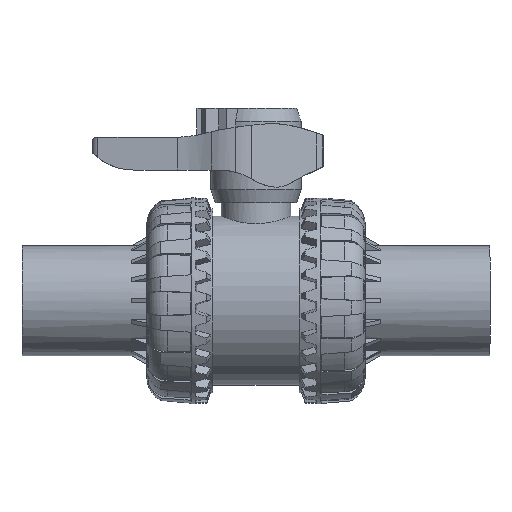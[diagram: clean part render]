
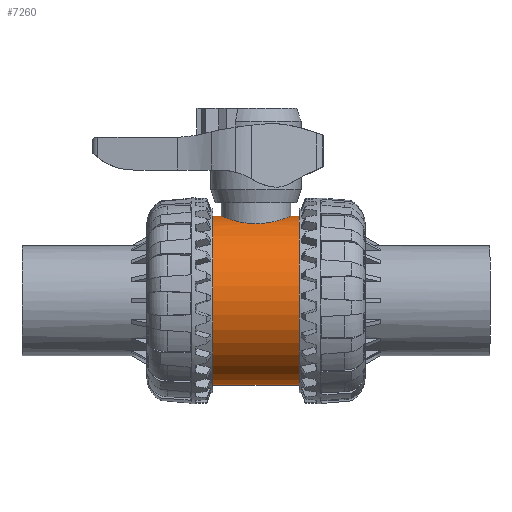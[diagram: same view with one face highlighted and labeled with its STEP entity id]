
A CAD part, front view. The second image highlights one B-rep face of the part: STEP entity #7260.
In plain terms, the highlighted cylindrical face has radius 48.5 mm (diameter 97 mm), a full revolution.
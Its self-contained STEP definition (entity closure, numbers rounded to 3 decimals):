
#1524=B_SPLINE_CURVE_WITH_KNOTS($,3,(#10815,#10816,#10817,#10818,#10819,
#10820,#10821,#10822,#10823,#10824,#10825,#10826,#10827,#10828,#10829,#10830,
#10831,#10832,#10833,#10834,#10835,#10836,#10837,#10838,#10839,#10840,#10841,
#10842,#10843,#10844,#10845,#10846,#10847,#10848,#10849,#10850,#10851,#10852,
#10853,#10854,#10855,#10856,#10857,#10858,#10859,#10860,#10861,#10862,#10863,
#10864,#10865,#10866,#10867,#10868,#10869,#10870,#10871,#10872,#10873,#10874,
#10875,#10876,#10877,#10878,#10879,#10880),.UNSPECIFIED.,.T.,.F.,(4,2,2,
2,2,2,2,2,2,2,2,2,2,2,2,2,2,2,2,2,2,2,2,2,2,2,2,2,2,2,2,2,4),(0.,0.382,
0.764,1.146,1.528,1.909,2.291,
2.672,3.053,3.435,3.816,4.198,
4.579,4.961,5.343,5.725,6.107,
6.489,6.871,7.253,7.635,8.016,
8.398,8.779,9.16,9.542,9.923,
10.305,10.686,11.068,11.45,11.832,
12.214),.UNSPECIFIED.);
#1660=FACE_BOUND($,#2121,.T.);
#1661=FACE_BOUND($,#2122,.T.);
#1662=FACE_BOUND($,#2123,.T.);
#2121=EDGE_LOOP($,(#4856));
#2122=EDGE_LOOP($,(#4857));
#2123=EDGE_LOOP($,(#4858));
#2575=CIRCLE($,#7699,48.5);
#2576=CIRCLE($,#7701,48.5);
#2886=VERTEX_POINT($,#10814);
#2887=VERTEX_POINT($,#10883);
#2888=VERTEX_POINT($,#10886);
#3678=EDGE_CURVE($,#2886,#2886,#1524,.T.);
#3679=EDGE_CURVE($,#2887,#2887,#2575,.T.);
#3680=EDGE_CURVE($,#2888,#2888,#2576,.T.);
#4856=ORIENTED_EDGE($,*,*,#3678,.T.);
#4857=ORIENTED_EDGE($,*,*,#3679,.F.);
#4858=ORIENTED_EDGE($,*,*,#3680,.F.);
#7199=CYLINDRICAL_SURFACE($,#7700,48.5);
#7260=ADVANCED_FACE($,(#1660,#1661,#1662),#7199,.T.);
#7699=AXIS2_PLACEMENT_3D($,#10884,#8620,#8621);
#7700=AXIS2_PLACEMENT_3D($,#10885,#8622,#8623);
#7701=AXIS2_PLACEMENT_3D($,#10887,#8624,#8625);
#8620=DIRECTION('center_axis',(-1.,0.,0.));
#8621=DIRECTION('ref_axis',(0.,-1.,0.));
#8622=DIRECTION('center_axis',(1.,0.,0.));
#8623=DIRECTION('ref_axis',(0.,-1.,0.));
#8624=DIRECTION('center_axis',(1.,0.,0.));
#8625=DIRECTION('ref_axis',(0.,-1.,0.));
#10814=CARTESIAN_POINT('',(0.,-20.,44.184));
#10815=CARTESIAN_POINT('Ctrl Pts',(0.,-20.,44.184));
#10816=CARTESIAN_POINT('Ctrl Pts',(-1.273,-20.,44.184));
#10817=CARTESIAN_POINT('Ctrl Pts',(-2.584,-19.877,
44.241));
#10818=CARTESIAN_POINT('Ctrl Pts',(-5.181,-19.363,
44.468));
#10819=CARTESIAN_POINT('Ctrl Pts',(-6.467,-18.973,
44.639));
#10820=CARTESIAN_POINT('Ctrl Pts',(-8.925,-17.948,
45.06));
#10821=CARTESIAN_POINT('Ctrl Pts',(-10.099,-17.312,
45.312));
#10822=CARTESIAN_POINT('Ctrl Pts',(-12.268,-15.85,45.844));
#10823=CARTESIAN_POINT('Ctrl Pts',(-13.262,-15.022,
46.124));
#10824=CARTESIAN_POINT('Ctrl Pts',(-15.021,-13.263,
46.66));
#10825=CARTESIAN_POINT('Ctrl Pts',(-15.848,-12.269,
46.936));
#10826=CARTESIAN_POINT('Ctrl Pts',(-17.312,-10.101,
47.45));
#10827=CARTESIAN_POINT('Ctrl Pts',(-17.948,-8.925,
47.688));
#10828=CARTESIAN_POINT('Ctrl Pts',(-18.973,-6.466,
48.083));
#10829=CARTESIAN_POINT('Ctrl Pts',(-19.363,-5.179,
48.24));
#10830=CARTESIAN_POINT('Ctrl Pts',(-19.877,-2.582,
48.449));
#10831=CARTESIAN_POINT('Ctrl Pts',(-20.,-1.272,48.5));
#10832=CARTESIAN_POINT('Ctrl Pts',(-20.,1.272,48.5));
#10833=CARTESIAN_POINT('Ctrl Pts',(-19.877,2.582,48.449));
#10834=CARTESIAN_POINT('Ctrl Pts',(-19.363,5.179,48.24));
#10835=CARTESIAN_POINT('Ctrl Pts',(-18.973,6.466,48.083));
#10836=CARTESIAN_POINT('Ctrl Pts',(-17.948,8.925,47.688));
#10837=CARTESIAN_POINT('Ctrl Pts',(-17.312,10.101,47.45));
#10838=CARTESIAN_POINT('Ctrl Pts',(-15.848,12.269,46.936));
#10839=CARTESIAN_POINT('Ctrl Pts',(-15.021,13.263,46.66));
#10840=CARTESIAN_POINT('Ctrl Pts',(-13.262,15.022,46.124));
#10841=CARTESIAN_POINT('Ctrl Pts',(-12.268,15.85,45.844));
#10842=CARTESIAN_POINT('Ctrl Pts',(-10.099,17.312,45.312));
#10843=CARTESIAN_POINT('Ctrl Pts',(-8.925,17.948,45.06));
#10844=CARTESIAN_POINT('Ctrl Pts',(-6.467,18.973,44.639));
#10845=CARTESIAN_POINT('Ctrl Pts',(-5.181,19.363,44.468));
#10846=CARTESIAN_POINT('Ctrl Pts',(-2.584,19.877,44.241));
#10847=CARTESIAN_POINT('Ctrl Pts',(-1.273,20.,44.184));
#10848=CARTESIAN_POINT('Ctrl Pts',(1.273,20.,44.184));
#10849=CARTESIAN_POINT('Ctrl Pts',(2.584,19.877,44.241));
#10850=CARTESIAN_POINT('Ctrl Pts',(5.181,19.363,44.468));
#10851=CARTESIAN_POINT('Ctrl Pts',(6.467,18.973,44.639));
#10852=CARTESIAN_POINT('Ctrl Pts',(8.925,17.948,45.06));
#10853=CARTESIAN_POINT('Ctrl Pts',(10.099,17.312,45.312));
#10854=CARTESIAN_POINT('Ctrl Pts',(12.268,15.85,45.844));
#10855=CARTESIAN_POINT('Ctrl Pts',(13.262,15.022,46.124));
#10856=CARTESIAN_POINT('Ctrl Pts',(15.021,13.263,46.66));
#10857=CARTESIAN_POINT('Ctrl Pts',(15.848,12.269,46.936));
#10858=CARTESIAN_POINT('Ctrl Pts',(17.312,10.101,47.45));
#10859=CARTESIAN_POINT('Ctrl Pts',(17.948,8.925,47.688));
#10860=CARTESIAN_POINT('Ctrl Pts',(18.973,6.466,48.083));
#10861=CARTESIAN_POINT('Ctrl Pts',(19.363,5.179,48.24));
#10862=CARTESIAN_POINT('Ctrl Pts',(19.877,2.582,48.449));
#10863=CARTESIAN_POINT('Ctrl Pts',(20.,1.272,48.5));
#10864=CARTESIAN_POINT('Ctrl Pts',(20.,-1.272,48.5));
#10865=CARTESIAN_POINT('Ctrl Pts',(19.877,-2.582,48.449));
#10866=CARTESIAN_POINT('Ctrl Pts',(19.363,-5.179,48.24));
#10867=CARTESIAN_POINT('Ctrl Pts',(18.973,-6.466,48.083));
#10868=CARTESIAN_POINT('Ctrl Pts',(17.948,-8.925,47.688));
#10869=CARTESIAN_POINT('Ctrl Pts',(17.312,-10.101,47.45));
#10870=CARTESIAN_POINT('Ctrl Pts',(15.848,-12.269,46.936));
#10871=CARTESIAN_POINT('Ctrl Pts',(15.021,-13.263,46.66));
#10872=CARTESIAN_POINT('Ctrl Pts',(13.262,-15.022,46.124));
#10873=CARTESIAN_POINT('Ctrl Pts',(12.268,-15.85,45.844));
#10874=CARTESIAN_POINT('Ctrl Pts',(10.099,-17.312,45.312));
#10875=CARTESIAN_POINT('Ctrl Pts',(8.925,-17.948,45.06));
#10876=CARTESIAN_POINT('Ctrl Pts',(6.467,-18.973,44.639));
#10877=CARTESIAN_POINT('Ctrl Pts',(5.181,-19.363,44.468));
#10878=CARTESIAN_POINT('Ctrl Pts',(2.584,-19.877,44.241));
#10879=CARTESIAN_POINT('Ctrl Pts',(1.273,-20.,44.184));
#10880=CARTESIAN_POINT('Ctrl Pts',(0.,-20.,44.184));
#10883=CARTESIAN_POINT('',(-43.2,48.5,0.));
#10884=CARTESIAN_POINT('Origin',(-43.2,0.,0.));
#10885=CARTESIAN_POINT('Origin',(0.,0.,0.));
#10886=CARTESIAN_POINT('',(43.2,48.5,0.));
#10887=CARTESIAN_POINT('Origin',(43.2,0.,0.));
